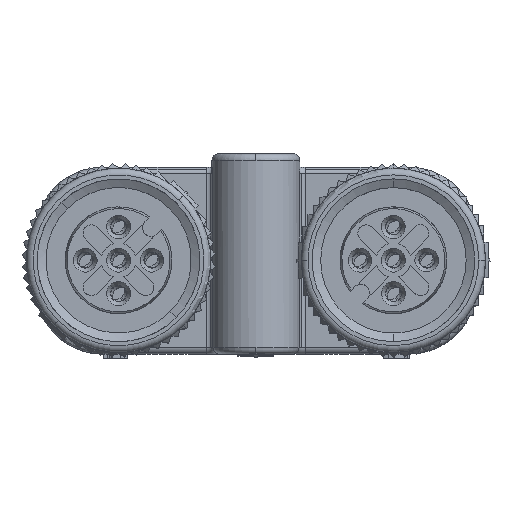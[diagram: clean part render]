
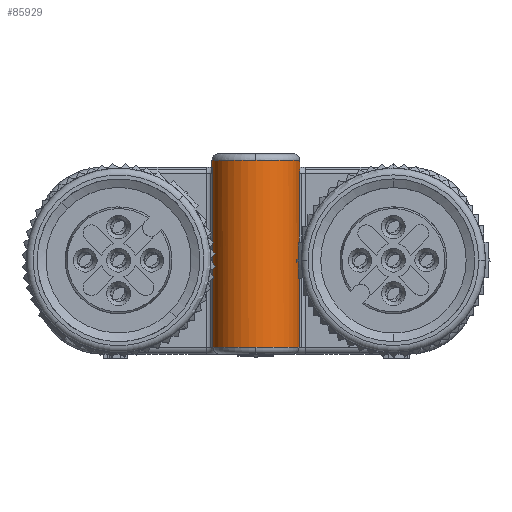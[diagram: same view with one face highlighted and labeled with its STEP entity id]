
A CAD part, top view. The second image highlights one B-rep face of the part: STEP entity #85929.
In plain terms, the highlighted cylindrical face has radius 3.3 mm (diameter 6.6 mm), a partial arc.
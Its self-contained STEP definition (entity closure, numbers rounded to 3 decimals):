
#83780=AXIS2_PLACEMENT_3D('Circle Axis2P3D',#83778,#83779,$) ;
#83798=AXIS2_PLACEMENT_3D('Circle Axis2P3D',#83796,#83797,$) ;
#85884=AXIS2_PLACEMENT_3D('Cylinder Axis2P3D',#85881,#85882,#85883) ;
#85895=AXIS2_PLACEMENT_3D('Circle Axis2P3D',#85893,#85894,$) ;
#85905=AXIS2_PLACEMENT_3D('Circle Axis2P3D',#85903,#85904,$) ;
#85912=AXIS2_PLACEMENT_3D('Circle Axis2P3D',#85910,#85911,$) ;
#83057=CARTESIAN_POINT('Vertex',(14.237,14.292,28.239)) ;
#83061=CARTESIAN_POINT('Control Point',(14.236,14.3,28.2)) ;
#83062=CARTESIAN_POINT('Control Point',(14.236,14.298,28.213)) ;
#83063=CARTESIAN_POINT('Control Point',(14.236,14.295,28.226)) ;
#83064=CARTESIAN_POINT('Control Point',(14.237,14.292,28.239)) ;
#83065=CARTESIAN_POINT('Vertex',(14.236,14.3,28.2)) ;
#83156=CARTESIAN_POINT('Vertex',(20.826,14.81,28.463)) ;
#83159=CARTESIAN_POINT('Line Origine',(20.826,14.504,28.463)) ;
#83163=CARTESIAN_POINT('Vertex',(20.826,14.198,28.463)) ;
#83195=CARTESIAN_POINT('Control Point',(20.762,13.81,28.895)) ;
#83196=CARTESIAN_POINT('Control Point',(20.777,13.885,28.827)) ;
#83197=CARTESIAN_POINT('Control Point',(20.791,13.968,28.752)) ;
#83198=CARTESIAN_POINT('Control Point',(20.804,14.043,28.677)) ;
#83199=CARTESIAN_POINT('Control Point',(20.817,14.129,28.579)) ;
#83200=CARTESIAN_POINT('Control Point',(20.826,14.198,28.463)) ;
#83201=CARTESIAN_POINT('Vertex',(20.762,13.81,28.895)) ;
#83734=CARTESIAN_POINT('Vertex',(20.762,0.81,28.895)) ;
#83775=CARTESIAN_POINT('Vertex',(17.536,0.81,31.5)) ;
#83778=CARTESIAN_POINT('Axis2P3D Location',(17.536,0.81,28.2)) ;
#83796=CARTESIAN_POINT('Axis2P3D Location',(17.536,0.81,28.2)) ;
#83800=CARTESIAN_POINT('Vertex',(14.31,0.81,28.895)) ;
#85825=CARTESIAN_POINT('Line Origine',(14.31,0.31,28.895)) ;
#85829=CARTESIAN_POINT('Vertex',(14.31,14.31,28.895)) ;
#85859=CARTESIAN_POINT('Line Origine',(14.237,14.301,28.239)) ;
#85863=CARTESIAN_POINT('Vertex',(14.237,14.31,28.239)) ;
#85881=CARTESIAN_POINT('Axis2P3D Location',(17.536,0.31,28.2)) ;
#85886=CARTESIAN_POINT('Line Origine',(14.236,0.31,28.2)) ;
#85890=CARTESIAN_POINT('Vertex',(14.236,14.81,28.2)) ;
#85893=CARTESIAN_POINT('Axis2P3D Location',(17.536,14.31,28.2)) ;
#85898=CARTESIAN_POINT('Line Origine',(20.762,0.31,28.895)) ;
#85903=CARTESIAN_POINT('Axis2P3D Location',(17.536,14.81,28.2)) ;
#85907=CARTESIAN_POINT('Vertex',(17.536,14.81,31.5)) ;
#85910=CARTESIAN_POINT('Axis2P3D Location',(17.536,14.81,28.2)) ;
#83160=DIRECTION('Vector Direction',(0.,-1.,0.)) ;
#83779=DIRECTION('Axis2P3D Direction',(0.,-1.,0.)) ;
#83797=DIRECTION('Axis2P3D Direction',(0.,-1.,0.)) ;
#85826=DIRECTION('Vector Direction',(0.,1.,0.)) ;
#85860=DIRECTION('Vector Direction',(0.,1.,0.)) ;
#85882=DIRECTION('Axis2P3D Direction',(0.,1.,0.)) ;
#85883=DIRECTION('Axis2P3D XDirection',(-1.,0.,0.)) ;
#85887=DIRECTION('Vector Direction',(0.,1.,0.)) ;
#85894=DIRECTION('Axis2P3D Direction',(0.,1.,0.)) ;
#85899=DIRECTION('Vector Direction',(0.,1.,0.)) ;
#85904=DIRECTION('Axis2P3D Direction',(0.,1.,0.)) ;
#85911=DIRECTION('Axis2P3D Direction',(0.,1.,0.)) ;
#83161=VECTOR('Line Direction',#83160,1.) ;
#85827=VECTOR('Line Direction',#85826,1.) ;
#85861=VECTOR('Line Direction',#85860,1.) ;
#85888=VECTOR('Line Direction',#85887,1.) ;
#85900=VECTOR('Line Direction',#85899,1.) ;
#85916=ORIENTED_EDGE('',*,*,#85892,.T.) ;
#85917=ORIENTED_EDGE('',*,*,#83067,.F.) ;
#85918=ORIENTED_EDGE('',*,*,#85865,.F.) ;
#85919=ORIENTED_EDGE('',*,*,#85897,.F.) ;
#85920=ORIENTED_EDGE('',*,*,#85831,.F.) ;
#85921=ORIENTED_EDGE('',*,*,#83802,.F.) ;
#85922=ORIENTED_EDGE('',*,*,#83782,.F.) ;
#85923=ORIENTED_EDGE('',*,*,#85902,.F.) ;
#85924=ORIENTED_EDGE('',*,*,#83203,.T.) ;
#85925=ORIENTED_EDGE('',*,*,#83165,.T.) ;
#85926=ORIENTED_EDGE('',*,*,#85909,.F.) ;
#85927=ORIENTED_EDGE('',*,*,#85914,.F.) ;
#85929=ADVANCED_FACE('Hauptk\X2\00F6\X0\rper',(#85928),#85885,.T.) ;
#83060=B_SPLINE_CURVE_WITH_KNOTS('',3,(#83061,#83062,#83063,#83064),.UNSPECIFIED.,.F.,.U.,(4,4),(0.056,0.112),.UNSPECIFIED.) ;
#83194=B_SPLINE_CURVE_WITH_KNOTS('',5,(#83195,#83196,#83197,#83198,#83199,#83200),.UNSPECIFIED.,.F.,.U.,(6,6),(0.,1.019),.UNSPECIFIED.) ;
#83781=CIRCLE('generated circle',#83780,3.3) ;
#83799=CIRCLE('generated circle',#83798,3.3) ;
#85896=CIRCLE('generated circle',#85895,3.3) ;
#85906=CIRCLE('generated circle',#85905,3.3) ;
#85913=CIRCLE('generated circle',#85912,3.3) ;
#85885=CYLINDRICAL_SURFACE('generated cylinder',#85884,3.3) ;
#83067=EDGE_CURVE('',#83058,#83066,#83060,.F.) ;
#83165=EDGE_CURVE('',#83164,#83157,#83162,.F.) ;
#83203=EDGE_CURVE('',#83202,#83164,#83194,.T.) ;
#83782=EDGE_CURVE('',#83735,#83776,#83781,.T.) ;
#83802=EDGE_CURVE('',#83776,#83801,#83799,.T.) ;
#85831=EDGE_CURVE('',#83801,#85830,#85828,.T.) ;
#85865=EDGE_CURVE('',#85864,#83058,#85862,.F.) ;
#85892=EDGE_CURVE('',#85891,#83066,#85889,.F.) ;
#85897=EDGE_CURVE('',#85830,#85864,#85896,.F.) ;
#85902=EDGE_CURVE('',#83202,#83735,#85901,.F.) ;
#85909=EDGE_CURVE('',#85908,#83157,#85906,.T.) ;
#85914=EDGE_CURVE('',#85891,#85908,#85913,.T.) ;
#85915=EDGE_LOOP('',(#85916,#85917,#85918,#85919,#85920,#85921,#85922,#85923,#85924,#85925,#85926,#85927)) ;
#85928=FACE_OUTER_BOUND('',#85915,.T.) ;
#83162=LINE('Line',#83159,#83161) ;
#85828=LINE('Line',#85825,#85827) ;
#85862=LINE('Line',#85859,#85861) ;
#85889=LINE('Line',#85886,#85888) ;
#85901=LINE('Line',#85898,#85900) ;
#83058=VERTEX_POINT('',#83057) ;
#83066=VERTEX_POINT('',#83065) ;
#83157=VERTEX_POINT('',#83156) ;
#83164=VERTEX_POINT('',#83163) ;
#83202=VERTEX_POINT('',#83201) ;
#83735=VERTEX_POINT('',#83734) ;
#83776=VERTEX_POINT('',#83775) ;
#83801=VERTEX_POINT('',#83800) ;
#85830=VERTEX_POINT('',#85829) ;
#85864=VERTEX_POINT('',#85863) ;
#85891=VERTEX_POINT('',#85890) ;
#85908=VERTEX_POINT('',#85907) ;
